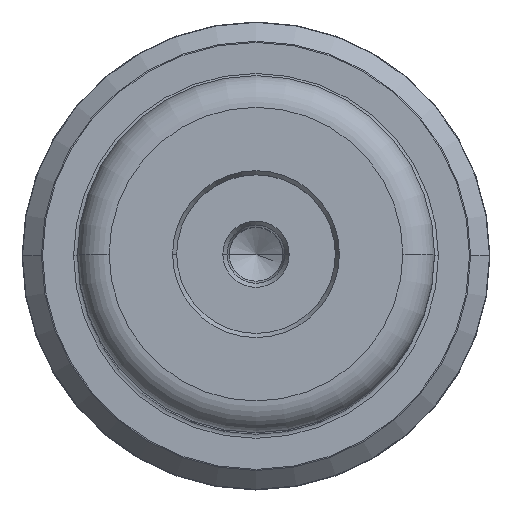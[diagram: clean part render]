
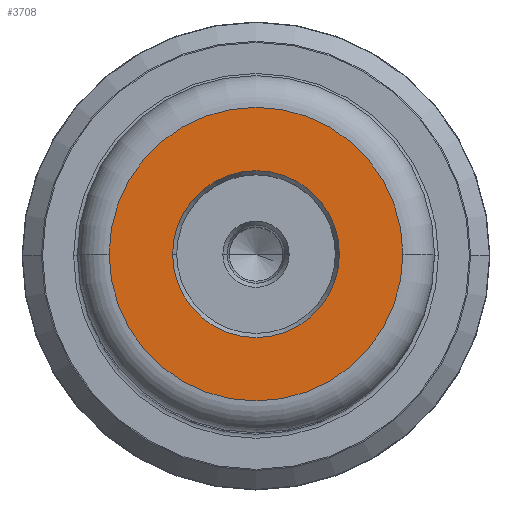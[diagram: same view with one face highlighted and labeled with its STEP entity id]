
A CAD part, top view. The second image highlights one B-rep face of the part: STEP entity #3708.
In plain terms, the highlighted planar face has unit normal (0, 0, 1).
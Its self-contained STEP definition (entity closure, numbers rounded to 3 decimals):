
#80 = EDGE_LOOP ( 'NONE', ( #3701, #952 ) ) ;
#134 = DIRECTION ( 'NONE',  ( 1., 0., 0. ) ) ;
#195 = CARTESIAN_POINT ( 'NONE',  ( 18.514, 0., 172. ) ) ;
#394 = AXIS2_PLACEMENT_3D ( 'NONE', #2422, #3743, #2682 ) ;
#473 = AXIS2_PLACEMENT_3D ( 'NONE', #2654, #2619, #1032 ) ;
#496 = DIRECTION ( 'NONE',  ( 1., 0., 0. ) ) ;
#857 = VERTEX_POINT ( 'NONE', #1878 ) ;
#952 = ORIENTED_EDGE ( 'NONE', *, *, #2869, .T. ) ;
#1032 = DIRECTION ( 'NONE',  ( 1., 0., 0. ) ) ;
#1044 = ORIENTED_EDGE ( 'NONE', *, *, #2274, .T. ) ;
#1063 = CIRCLE ( 'NONE', #394, 18.514 ) ;
#1104 = FACE_BOUND ( 'NONE', #80, .T. ) ;
#1425 = CARTESIAN_POINT ( 'NONE',  ( 10.521, 0., 172. ) ) ;
#1460 = DIRECTION ( 'NONE',  ( 0., 0., -1. ) ) ;
#1651 = CARTESIAN_POINT ( 'NONE',  ( -10.521, 0., 172. ) ) ;
#1737 = ORIENTED_EDGE ( 'NONE', *, *, #2940, .T. ) ;
#1878 = CARTESIAN_POINT ( 'NONE',  ( -18.514, 0., 172. ) ) ;
#2035 = CARTESIAN_POINT ( 'NONE',  ( 0., 0., 172. ) ) ;
#2039 = DIRECTION ( 'NONE',  ( 0., 0., 1. ) ) ;
#2052 = DIRECTION ( 'NONE',  ( 1., 0., 0. ) ) ;
#2125 = CIRCLE ( 'NONE', #3038, 10.521 ) ;
#2274 = EDGE_CURVE ( 'NONE', #2297, #857, #3598, .T. ) ;
#2297 = VERTEX_POINT ( 'NONE', #195 ) ;
#2370 = FACE_OUTER_BOUND ( 'NONE', #3009, .T. ) ;
#2380 = CIRCLE ( 'NONE', #2584, 10.521 ) ;
#2422 = CARTESIAN_POINT ( 'NONE',  ( 0., 0., 172. ) ) ;
#2584 = AXIS2_PLACEMENT_3D ( 'NONE', #3605, #3910, #2052 ) ;
#2619 = DIRECTION ( 'NONE',  ( 0., 0., 1. ) ) ;
#2654 = CARTESIAN_POINT ( 'NONE',  ( 0., 0., 172. ) ) ;
#2682 = DIRECTION ( 'NONE',  ( 1., 0., 0. ) ) ;
#2723 = AXIS2_PLACEMENT_3D ( 'NONE', #3914, #2039, #496 ) ;
#2799 = VERTEX_POINT ( 'NONE', #1425 ) ;
#2869 = EDGE_CURVE ( 'NONE', #3205, #2799, #2125, .T. ) ;
#2892 = EDGE_CURVE ( 'NONE', #2799, #3205, #2380, .T. ) ;
#2940 = EDGE_CURVE ( 'NONE', #857, #2297, #1063, .T. ) ;
#3009 = EDGE_LOOP ( 'NONE', ( #1044, #1737 ) ) ;
#3038 = AXIS2_PLACEMENT_3D ( 'NONE', #2035, #1460, #134 ) ;
#3205 = VERTEX_POINT ( 'NONE', #1651 ) ;
#3598 = CIRCLE ( 'NONE', #2723, 18.514 ) ;
#3605 = CARTESIAN_POINT ( 'NONE',  ( 0., 0., 172. ) ) ;
#3632 = PLANE ( 'NONE',  #473 ) ;
#3701 = ORIENTED_EDGE ( 'NONE', *, *, #2892, .T. ) ;
#3708 = ADVANCED_FACE ( 'NONE', ( #1104, #2370 ), #3632, .T. ) ;
#3743 = DIRECTION ( 'NONE',  ( 0., 0., 1. ) ) ;
#3910 = DIRECTION ( 'NONE',  ( 0., 0., -1. ) ) ;
#3914 = CARTESIAN_POINT ( 'NONE',  ( 0., 0., 172. ) ) ;
